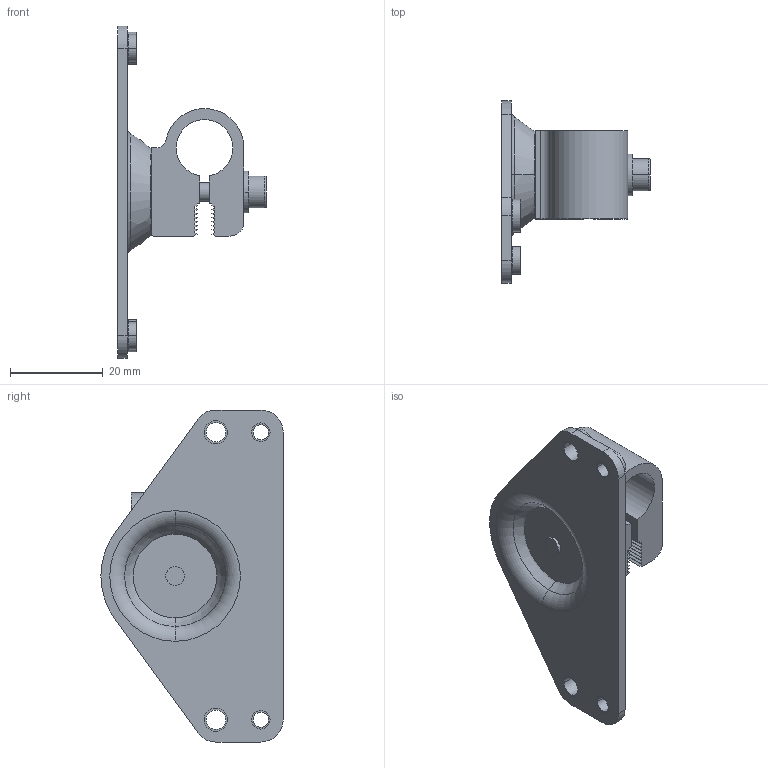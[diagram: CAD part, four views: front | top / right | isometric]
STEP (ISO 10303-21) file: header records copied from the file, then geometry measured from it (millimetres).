
FILE_DESCRIPTION((''),'2;1');
FILE_NAME('DB000571_MONTAGEHILFE_RL28_M4M5_ASM','2008-01-09T',('pfolte'),(''),'PRO/ENGINEER BY PARAMETRIC TECHNOLOGY CORPORATION, 2006300','PRO/ENGINEER BY PARAMETRIC TECHNOLOGY CORPORATION, 2006300','');
FILE_SCHEMA(('CONFIG_CONTROL_DESIGN'));
Length unit declared in the file: millimetre
Products named in the file (6): DB000567_FUSSBLECH_RL28_M4_M5_; DB000434_KLEMMPROFIL; DB000437_U-SCHEIBE; DB000432_6KT-SCHRAUBE; DB000435_KLEMMSCHEIBE; DB000571_MONTAGEHILFE_RL28_M4M5_ASM
Assembly tree (5 placements, depth 2):
  DB000571_MONTAGEHILFE_RL28_M4M5_ASM
    DB000567_FUSSBLECH_RL28_M4_M5_
    DB000434_KLEMMPROFIL
    DB000437_U-SCHEIBE
    DB000432_6KT-SCHRAUBE
    DB000435_KLEMMSCHEIBE
Bounding box: 32 x 39.3 x 71.6 mm (x, y, z)
Volume: 11339.3 mm3; surface area: 10433.8 mm2
Topology: 5 solids, 10 shells, 262 faces, 724 edges, 454 vertices
Faces by surface type: plane 92, cylinder 90, sphere 30, cone 20, torus 16, bspline 14
Entity records: 11351 total; most frequent: CARTESIAN_POINT 4754, ORIENTED_EDGE 1380, DIRECTION 1344, EDGE_CURVE 700, AXIS2_PLACEMENT_3D 551, VERTEX_POINT 454, CIRCLE 288, EDGE_LOOP 286
